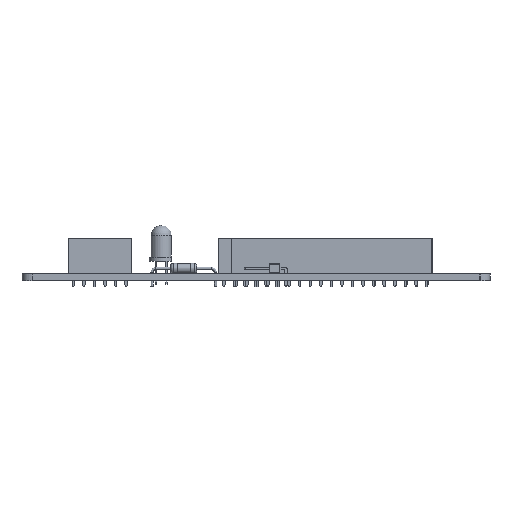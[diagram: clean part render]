
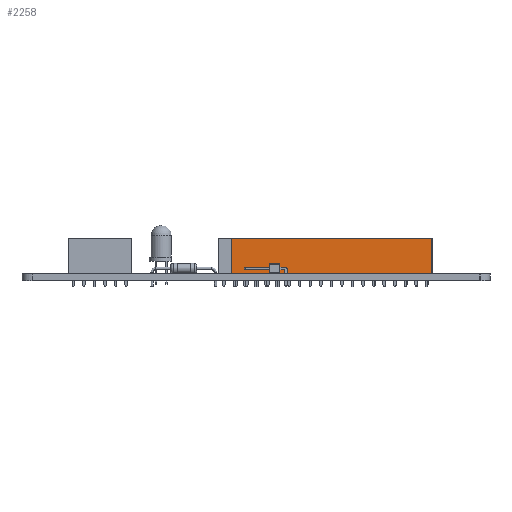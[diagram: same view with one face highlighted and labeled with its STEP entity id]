
A CAD part, left-side view. The second image highlights one B-rep face of the part: STEP entity #2258.
In plain terms, the highlighted planar face has unit normal (-1, 0, 0).
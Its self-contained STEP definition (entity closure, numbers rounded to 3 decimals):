
#135 = VERTEX_POINT('',#136);
#136 = CARTESIAN_POINT('',(-1.27,-46.99,0.));
#144 = EDGE_CURVE('',#135,#145,#147,.T.);
#145 = VERTEX_POINT('',#146);
#146 = CARTESIAN_POINT('',(-1.27,-46.99,8.5));
#147 = LINE('',#148,#149);
#148 = CARTESIAN_POINT('',(-1.27,-46.99,0.));
#149 = VECTOR('',#150,1.);
#150 = DIRECTION('',(0.,0.,1.));
#207 = VERTEX_POINT('',#208);
#208 = CARTESIAN_POINT('',(-1.27,1.27,8.5));
#214 = EDGE_CURVE('',#215,#207,#217,.T.);
#215 = VERTEX_POINT('',#216);
#216 = CARTESIAN_POINT('',(-1.27,1.27,0.));
#217 = LINE('',#218,#219);
#218 = CARTESIAN_POINT('',(-1.27,1.27,0.));
#219 = VECTOR('',#220,1.);
#220 = DIRECTION('',(0.,0.,1.));
#279 = EDGE_CURVE('',#207,#145,#280,.T.);
#280 = LINE('',#281,#282);
#281 = CARTESIAN_POINT('',(-1.27,1.27,8.5));
#282 = VECTOR('',#283,1.);
#283 = DIRECTION('',(0.,-1.,0.));
#948 = EDGE_CURVE('',#215,#135,#949,.T.);
#949 = LINE('',#950,#951);
#950 = CARTESIAN_POINT('',(-1.27,1.27,0.));
#951 = VECTOR('',#952,1.);
#952 = DIRECTION('',(0.,-1.,0.));
#2258 = ADVANCED_FACE('',(#2259),#2265,.F.);
#2259 = FACE_BOUND('',#2260,.F.);
#2260 = EDGE_LOOP('',(#2261,#2262,#2263,#2264));
#2261 = ORIENTED_EDGE('',*,*,#214,.T.);
#2262 = ORIENTED_EDGE('',*,*,#279,.T.);
#2263 = ORIENTED_EDGE('',*,*,#144,.F.);
#2264 = ORIENTED_EDGE('',*,*,#948,.F.);
#2265 = PLANE('',#2266);
#2266 = AXIS2_PLACEMENT_3D('',#2267,#2268,#2269);
#2267 = CARTESIAN_POINT('',(-1.27,1.27,0.));
#2268 = DIRECTION('',(1.,0.,0.));
#2269 = DIRECTION('',(0.,-1.,0.));
